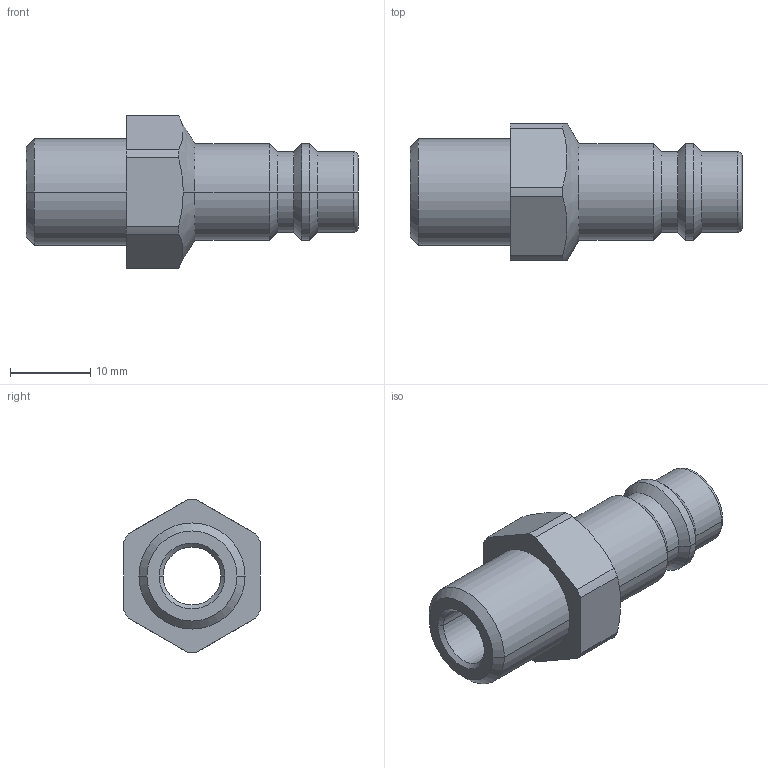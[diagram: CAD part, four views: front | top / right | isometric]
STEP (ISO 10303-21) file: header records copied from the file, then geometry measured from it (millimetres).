
FILE_DESCRIPTION (( 'STEP AP214' ), '1' );
FILE_NAME ('ERP07.6151.STEP', '2018-09-11T11:32:08', ( '' ), ( '' ), 'SwSTEP 2.0', 'SolidWorks 2018', '' );
FILE_SCHEMA (( 'AUTOMOTIVE_DESIGN' ));
Length unit declared in the file: millimetre
Products named in the file (1): ERP07.6151
Bounding box: 41.3 x 17 x 19 mm (x, y, z)
Volume: 3997 mm3; surface area: 2959.9 mm2
Topology: 1 solids, 1 shells, 43 faces, 98 edges, 58 vertices
Faces by surface type: cylinder 18, cone 14, plane 9, torus 2
Entity records: 1306 total; most frequent: CARTESIAN_POINT 260, DIRECTION 224, ORIENTED_EDGE 196, EDGE_CURVE 98, AXIS2_PLACEMENT_3D 90, VERTEX_POINT 58, EDGE_LOOP 46, CIRCLE 46
